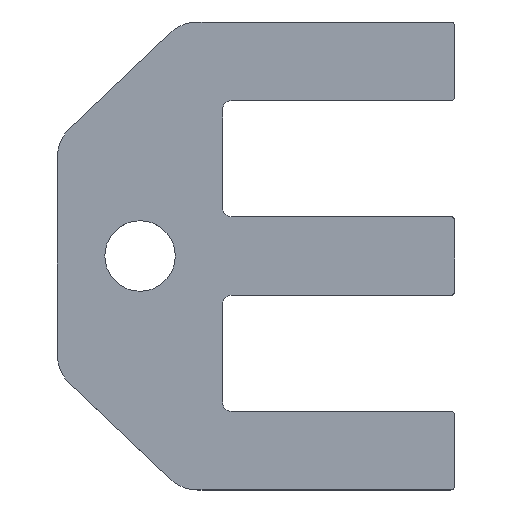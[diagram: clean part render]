
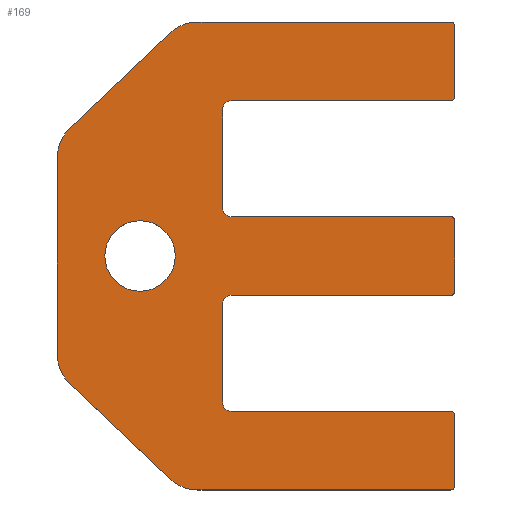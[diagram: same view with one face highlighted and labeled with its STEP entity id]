
A CAD part, top view. The second image highlights one B-rep face of the part: STEP entity #169.
In plain terms, the highlighted planar face has unit normal (0, 0, 1).
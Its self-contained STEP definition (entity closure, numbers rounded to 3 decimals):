
#120=FACE_BOUND('',#245,.T.);
#121=FACE_BOUND('',#246,.T.);
#124=CIRCLE('',#706,4.25);
#126=CIRCLE('',#709,5.);
#127=CIRCLE('',#710,5.);
#128=CIRCLE('',#711,0.5);
#129=CIRCLE('',#712,0.5);
#130=CIRCLE('',#713,1.);
#131=CIRCLE('',#714,1.);
#132=CIRCLE('',#715,0.5);
#133=CIRCLE('',#716,0.5);
#134=CIRCLE('',#717,1.);
#135=CIRCLE('',#718,1.);
#136=CIRCLE('',#719,0.5);
#137=CIRCLE('',#720,0.5);
#138=CIRCLE('',#721,5.);
#139=CIRCLE('',#722,5.);
#169=ADVANCED_FACE('',(#120,#121),#199,.T.);
#199=PLANE('',#723);
#245=EDGE_LOOP('',(#321,#322,#323,#324,#325,#326,#327,#328,#329,#330,#331,
#332,#333,#334,#335,#336,#337,#338,#339,#340,#341,#342,#343,#344,#345,#346,
#347,#348));
#246=EDGE_LOOP('',(#349));
#321=ORIENTED_EDGE('',*,*,#495,.F.);
#322=ORIENTED_EDGE('',*,*,#551,.T.);
#323=ORIENTED_EDGE('',*,*,#545,.F.);
#324=ORIENTED_EDGE('',*,*,#552,.T.);
#325=ORIENTED_EDGE('',*,*,#541,.F.);
#326=ORIENTED_EDGE('',*,*,#553,.T.);
#327=ORIENTED_EDGE('',*,*,#539,.F.);
#328=ORIENTED_EDGE('',*,*,#554,.T.);
#329=ORIENTED_EDGE('',*,*,#533,.F.);
#330=ORIENTED_EDGE('',*,*,#555,.T.);
#331=ORIENTED_EDGE('',*,*,#529,.F.);
#332=ORIENTED_EDGE('',*,*,#556,.T.);
#333=ORIENTED_EDGE('',*,*,#527,.F.);
#334=ORIENTED_EDGE('',*,*,#557,.T.);
#335=ORIENTED_EDGE('',*,*,#523,.F.);
#336=ORIENTED_EDGE('',*,*,#558,.T.);
#337=ORIENTED_EDGE('',*,*,#517,.F.);
#338=ORIENTED_EDGE('',*,*,#559,.T.);
#339=ORIENTED_EDGE('',*,*,#513,.F.);
#340=ORIENTED_EDGE('',*,*,#560,.T.);
#341=ORIENTED_EDGE('',*,*,#511,.F.);
#342=ORIENTED_EDGE('',*,*,#561,.T.);
#343=ORIENTED_EDGE('',*,*,#507,.F.);
#344=ORIENTED_EDGE('',*,*,#562,.T.);
#345=ORIENTED_EDGE('',*,*,#503,.F.);
#346=ORIENTED_EDGE('',*,*,#563,.T.);
#347=ORIENTED_EDGE('',*,*,#499,.F.);
#348=ORIENTED_EDGE('',*,*,#564,.T.);
#349=ORIENTED_EDGE('',*,*,#549,.F.);
#437=VERTEX_POINT('',#938);
#438=VERTEX_POINT('',#940);
#441=VERTEX_POINT('',#947);
#442=VERTEX_POINT('',#949);
#445=VERTEX_POINT('',#956);
#446=VERTEX_POINT('',#958);
#449=VERTEX_POINT('',#965);
#450=VERTEX_POINT('',#967);
#453=VERTEX_POINT('',#974);
#454=VERTEX_POINT('',#976);
#455=VERTEX_POINT('',#980);
#456=VERTEX_POINT('',#981);
#459=VERTEX_POINT('',#989);
#460=VERTEX_POINT('',#990);
#465=VERTEX_POINT('',#1001);
#466=VERTEX_POINT('',#1003);
#469=VERTEX_POINT('',#1010);
#470=VERTEX_POINT('',#1012);
#471=VERTEX_POINT('',#1016);
#472=VERTEX_POINT('',#1017);
#475=VERTEX_POINT('',#1025);
#476=VERTEX_POINT('',#1026);
#481=VERTEX_POINT('',#1037);
#482=VERTEX_POINT('',#1039);
#483=VERTEX_POINT('',#1043);
#484=VERTEX_POINT('',#1044);
#487=VERTEX_POINT('',#1052);
#488=VERTEX_POINT('',#1053);
#491=VERTEX_POINT('',#1061);
#495=EDGE_CURVE('',#437,#438,#581,.T.);
#499=EDGE_CURVE('',#441,#442,#585,.T.);
#503=EDGE_CURVE('',#445,#446,#589,.T.);
#507=EDGE_CURVE('',#449,#450,#593,.T.);
#511=EDGE_CURVE('',#453,#454,#597,.T.);
#513=EDGE_CURVE('',#455,#456,#599,.T.);
#517=EDGE_CURVE('',#459,#460,#603,.T.);
#523=EDGE_CURVE('',#465,#466,#609,.T.);
#527=EDGE_CURVE('',#469,#470,#613,.T.);
#529=EDGE_CURVE('',#471,#472,#615,.T.);
#533=EDGE_CURVE('',#475,#476,#619,.T.);
#539=EDGE_CURVE('',#481,#482,#625,.T.);
#541=EDGE_CURVE('',#483,#484,#627,.T.);
#545=EDGE_CURVE('',#487,#488,#631,.T.);
#549=EDGE_CURVE('',#491,#491,#124,.T.);
#551=EDGE_CURVE('',#437,#488,#126,.T.);
#552=EDGE_CURVE('',#487,#484,#127,.T.);
#553=EDGE_CURVE('',#483,#482,#128,.T.);
#554=EDGE_CURVE('',#481,#476,#129,.T.);
#555=EDGE_CURVE('',#475,#472,#130,.T.);
#556=EDGE_CURVE('',#471,#470,#131,.T.);
#557=EDGE_CURVE('',#469,#466,#132,.T.);
#558=EDGE_CURVE('',#465,#460,#133,.T.);
#559=EDGE_CURVE('',#459,#456,#134,.T.);
#560=EDGE_CURVE('',#455,#454,#135,.T.);
#561=EDGE_CURVE('',#453,#450,#136,.T.);
#562=EDGE_CURVE('',#449,#446,#137,.T.);
#563=EDGE_CURVE('',#445,#442,#138,.T.);
#564=EDGE_CURVE('',#441,#438,#139,.T.);
#581=LINE('',#939,#637);
#585=LINE('',#948,#641);
#589=LINE('',#957,#645);
#593=LINE('',#966,#649);
#597=LINE('',#975,#653);
#599=LINE('',#979,#655);
#603=LINE('',#988,#659);
#609=LINE('',#1002,#665);
#613=LINE('',#1011,#669);
#615=LINE('',#1015,#671);
#619=LINE('',#1024,#675);
#625=LINE('',#1038,#681);
#627=LINE('',#1042,#683);
#631=LINE('',#1051,#687);
#637=VECTOR('',#757,1.);
#641=VECTOR('',#763,1.);
#645=VECTOR('',#769,1.);
#649=VECTOR('',#775,1.);
#653=VECTOR('',#781,1.);
#655=VECTOR('',#785,1.);
#659=VECTOR('',#791,1.);
#665=VECTOR('',#799,1.);
#669=VECTOR('',#805,1.);
#671=VECTOR('',#809,1.);
#675=VECTOR('',#815,1.);
#681=VECTOR('',#823,1.);
#683=VECTOR('',#827,1.);
#687=VECTOR('',#833,1.);
#706=AXIS2_PLACEMENT_3D('',#1060,#839,#840);
#709=AXIS2_PLACEMENT_3D('',#1065,#845,#846);
#710=AXIS2_PLACEMENT_3D('',#1066,#847,#848);
#711=AXIS2_PLACEMENT_3D('',#1067,#849,#850);
#712=AXIS2_PLACEMENT_3D('',#1068,#851,#852);
#713=AXIS2_PLACEMENT_3D('',#1069,#853,#854);
#714=AXIS2_PLACEMENT_3D('',#1070,#855,#856);
#715=AXIS2_PLACEMENT_3D('',#1071,#857,#858);
#716=AXIS2_PLACEMENT_3D('',#1072,#859,#860);
#717=AXIS2_PLACEMENT_3D('',#1073,#861,#862);
#718=AXIS2_PLACEMENT_3D('',#1074,#863,#864);
#719=AXIS2_PLACEMENT_3D('',#1075,#865,#866);
#720=AXIS2_PLACEMENT_3D('',#1076,#867,#868);
#721=AXIS2_PLACEMENT_3D('',#1077,#869,#870);
#722=AXIS2_PLACEMENT_3D('',#1078,#871,#872);
#723=AXIS2_PLACEMENT_3D('',#1079,#873,#874);
#757=DIRECTION('',(0.,1.,0.));
#763=DIRECTION('',(0.725,0.689,0.));
#769=DIRECTION('',(1.,0.,0.));
#775=DIRECTION('',(0.,-1.,0.));
#781=DIRECTION('',(-1.,0.,0.));
#785=DIRECTION('',(0.,-1.,0.));
#791=DIRECTION('',(1.,0.,0.));
#799=DIRECTION('',(0.,-1.,0.));
#805=DIRECTION('',(-1.,0.,0.));
#809=DIRECTION('',(0.,-1.,0.));
#815=DIRECTION('',(1.,0.,0.));
#823=DIRECTION('',(0.,-1.,0.));
#827=DIRECTION('',(-1.,0.,0.));
#833=DIRECTION('',(-0.725,0.689,0.));
#839=DIRECTION('',(0.,0.,1.));
#840=DIRECTION('',(1.,0.,0.));
#845=DIRECTION('',(0.,0.,1.));
#846=DIRECTION('',(1.,0.,0.));
#847=DIRECTION('',(0.,0.,1.));
#848=DIRECTION('',(1.,0.,0.));
#849=DIRECTION('',(0.,0.,1.));
#850=DIRECTION('',(1.,0.,0.));
#851=DIRECTION('',(0.,0.,1.));
#852=DIRECTION('',(1.,0.,0.));
#853=DIRECTION('',(0.,0.,-1.));
#854=DIRECTION('',(1.,0.,0.));
#855=DIRECTION('',(0.,0.,-1.));
#856=DIRECTION('',(1.,0.,0.));
#857=DIRECTION('',(0.,0.,1.));
#858=DIRECTION('',(1.,0.,0.));
#859=DIRECTION('',(0.,0.,1.));
#860=DIRECTION('',(1.,0.,0.));
#861=DIRECTION('',(0.,0.,-1.));
#862=DIRECTION('',(1.,0.,0.));
#863=DIRECTION('',(0.,0.,-1.));
#864=DIRECTION('',(1.,0.,0.));
#865=DIRECTION('',(0.,0.,1.));
#866=DIRECTION('',(1.,0.,0.));
#867=DIRECTION('',(0.,0.,1.));
#868=DIRECTION('',(1.,0.,0.));
#869=DIRECTION('',(0.,0.,1.));
#870=DIRECTION('',(1.,0.,0.));
#871=DIRECTION('',(0.,0.,1.));
#872=DIRECTION('',(1.,0.,0.));
#873=DIRECTION('',(0.,0.,1.));
#874=DIRECTION('',(1.,0.,0.));
#938=CARTESIAN_POINT('',(-20.,65.136,2.));
#939=CARTESIAN_POINT('',(-20.,62.989,2.));
#940=CARTESIAN_POINT('',(-20.,88.843,2.));
#947=CARTESIAN_POINT('',(-18.444,92.468,2.));
#948=CARTESIAN_POINT('',(-20.,90.989,2.));
#949=CARTESIAN_POINT('',(-6.447,103.864,2.));
#956=CARTESIAN_POINT('',(-3.004,105.239,2.));
#957=CARTESIAN_POINT('',(-5.,105.239,2.));
#958=CARTESIAN_POINT('',(27.5,105.239,2.));
#965=CARTESIAN_POINT('',(28.,104.739,2.));
#966=CARTESIAN_POINT('',(28.,105.239,2.));
#967=CARTESIAN_POINT('',(28.,96.239,2.));
#974=CARTESIAN_POINT('',(27.5,95.739,2.));
#975=CARTESIAN_POINT('',(28.,95.739,2.));
#976=CARTESIAN_POINT('',(1.,95.739,2.));
#979=CARTESIAN_POINT('',(0.,95.739,2.));
#980=CARTESIAN_POINT('',(0.,94.739,2.));
#981=CARTESIAN_POINT('',(0.,82.739,2.));
#988=CARTESIAN_POINT('',(0.,81.739,2.));
#989=CARTESIAN_POINT('',(1.,81.739,2.));
#990=CARTESIAN_POINT('',(27.5,81.739,2.));
#1001=CARTESIAN_POINT('',(28.,81.239,2.));
#1002=CARTESIAN_POINT('',(28.,81.739,2.));
#1003=CARTESIAN_POINT('',(28.,72.739,2.));
#1010=CARTESIAN_POINT('',(27.5,72.239,2.));
#1011=CARTESIAN_POINT('',(28.,72.239,2.));
#1012=CARTESIAN_POINT('',(1.,72.239,2.));
#1015=CARTESIAN_POINT('',(0.,72.239,2.));
#1016=CARTESIAN_POINT('',(0.,71.239,2.));
#1017=CARTESIAN_POINT('',(0.,59.239,2.));
#1024=CARTESIAN_POINT('',(0.,58.239,2.));
#1025=CARTESIAN_POINT('',(1.,58.239,2.));
#1026=CARTESIAN_POINT('',(27.5,58.239,2.));
#1037=CARTESIAN_POINT('',(28.,57.739,2.));
#1038=CARTESIAN_POINT('',(28.,58.239,2.));
#1039=CARTESIAN_POINT('',(28.,49.239,2.));
#1042=CARTESIAN_POINT('',(28.,48.739,2.));
#1043=CARTESIAN_POINT('',(27.5,48.739,2.));
#1044=CARTESIAN_POINT('',(-3.004,48.739,2.));
#1051=CARTESIAN_POINT('',(-5.,48.739,2.));
#1052=CARTESIAN_POINT('',(-6.447,50.114,2.));
#1053=CARTESIAN_POINT('',(-18.444,61.511,2.));
#1060=CARTESIAN_POINT('',(-10.,76.989,2.));
#1061=CARTESIAN_POINT('',(-5.75,76.989,2.));
#1065=CARTESIAN_POINT('',(-15.,65.136,2.));
#1066=CARTESIAN_POINT('',(-3.004,53.739,2.));
#1067=CARTESIAN_POINT('',(27.5,49.239,2.));
#1068=CARTESIAN_POINT('',(27.5,57.739,2.));
#1069=CARTESIAN_POINT('',(1.,59.239,2.));
#1070=CARTESIAN_POINT('',(1.,71.239,2.));
#1071=CARTESIAN_POINT('',(27.5,72.739,2.));
#1072=CARTESIAN_POINT('',(27.5,81.239,2.));
#1073=CARTESIAN_POINT('',(1.,82.739,2.));
#1074=CARTESIAN_POINT('',(1.,94.739,2.));
#1075=CARTESIAN_POINT('',(27.5,96.239,2.));
#1076=CARTESIAN_POINT('',(27.5,104.739,2.));
#1077=CARTESIAN_POINT('',(-3.004,100.239,2.));
#1078=CARTESIAN_POINT('',(-15.,88.843,2.));
#1079=CARTESIAN_POINT('',(-10.,76.989,2.));
